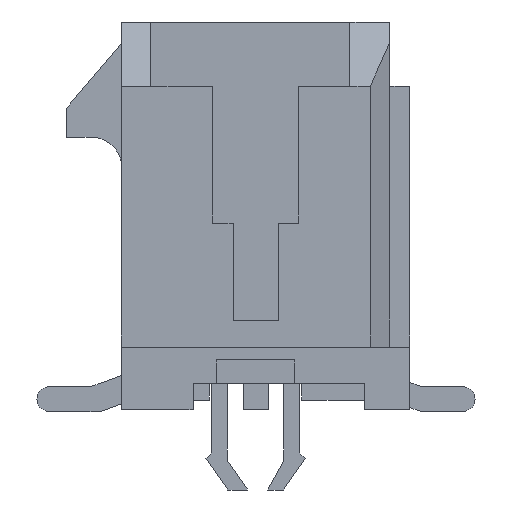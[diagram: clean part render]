
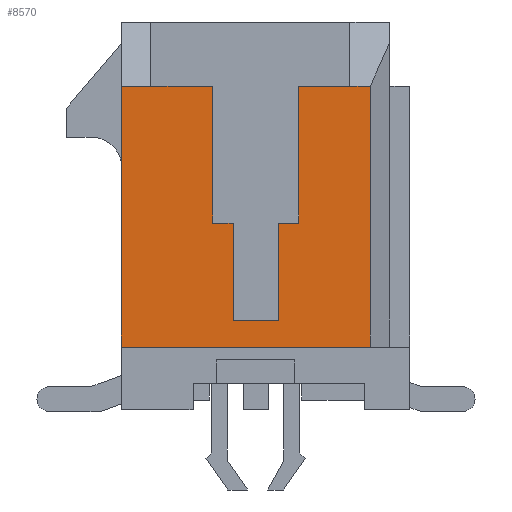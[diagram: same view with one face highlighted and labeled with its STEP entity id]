
A CAD part, left-side view. The second image highlights one B-rep face of the part: STEP entity #8570.
In plain terms, the highlighted planar face has unit normal (-1, 0, 0).
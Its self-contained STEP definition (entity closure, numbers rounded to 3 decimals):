
#1=DIRECTION('',(0.,0.,-1.));
#2=VECTOR('',#1,3.5);
#3=CARTESIAN_POINT('',(-13.825,-1.1,3.315));
#4=LINE('',#3,#2);
#5=DIRECTION('',(0.,1.,0.));
#6=VECTOR('',#5,1.31);
#7=CARTESIAN_POINT('',(-13.825,-2.41,3.315));
#8=LINE('',#7,#6);
#9=DIRECTION('',(0.,-1.,0.));
#10=VECTOR('',#9,0.52);
#11=CARTESIAN_POINT('',(-13.825,-2.41,3.315));
#12=LINE('',#11,#10);
#13=DIRECTION('',(0.,0.,-1.));
#14=VECTOR('',#13,6.67);
#15=CARTESIAN_POINT('',(-13.825,-2.93,3.315));
#16=LINE('',#15,#14);
#17=DIRECTION('',(0.,1.,0.));
#18=VECTOR('',#17,6.36);
#19=CARTESIAN_POINT('',(-13.825,-2.93,-3.355));
#20=LINE('',#19,#18);
#21=DIRECTION('',(0.,0.,1.));
#22=VECTOR('',#21,6.67);
#23=CARTESIAN_POINT('',(-13.825,3.43,-3.355));
#24=LINE('',#23,#22);
#25=DIRECTION('',(0.,-1.,0.));
#26=VECTOR('',#25,0.75);
#27=CARTESIAN_POINT('',(-13.825,3.43,3.315));
#28=LINE('',#27,#26);
#29=DIRECTION('',(0.,1.,0.));
#30=VECTOR('',#29,1.58);
#31=CARTESIAN_POINT('',(-13.825,1.1,3.315));
#32=LINE('',#31,#30);
#33=DIRECTION('',(0.,0.,-1.));
#34=VECTOR('',#33,3.5);
#35=CARTESIAN_POINT('',(-13.825,1.1,3.315));
#36=LINE('',#35,#34);
#37=DIRECTION('',(0.,1.,0.));
#38=VECTOR('',#37,0.525);
#39=CARTESIAN_POINT('',(-13.825,0.575,-0.185));
#40=LINE('',#39,#38);
#41=DIRECTION('',(0.,0.,1.));
#42=VECTOR('',#41,2.5);
#43=CARTESIAN_POINT('',(-13.825,0.575,-2.685));
#44=LINE('',#43,#42);
#45=DIRECTION('',(0.,1.,0.));
#46=VECTOR('',#45,1.15);
#47=CARTESIAN_POINT('',(-13.825,-0.575,-2.685));
#48=LINE('',#47,#46);
#49=DIRECTION('',(0.,0.,-1.));
#50=VECTOR('',#49,2.5);
#51=CARTESIAN_POINT('',(-13.825,-0.575,-0.185));
#52=LINE('',#51,#50);
#53=DIRECTION('',(0.,1.,0.));
#54=VECTOR('',#53,0.525);
#55=CARTESIAN_POINT('',(-13.825,-1.1,-0.185));
#56=LINE('',#55,#54);
#6500=CARTESIAN_POINT('',(-13.825,3.43,3.315));
#6502=VERTEX_POINT('',#6500);
#6551=CARTESIAN_POINT('',(-13.825,2.68,3.315));
#6552=VERTEX_POINT('',#6551);
#6553=CARTESIAN_POINT('',(-13.825,-2.41,3.315));
#6554=VERTEX_POINT('',#6553);
#6791=CARTESIAN_POINT('',(-13.825,-1.1,3.315));
#6792=CARTESIAN_POINT('',(-13.825,-1.1,-0.185));
#6793=VERTEX_POINT('',#6791);
#6794=VERTEX_POINT('',#6792);
#6795=CARTESIAN_POINT('',(-13.825,-0.575,-0.185));
#6796=VERTEX_POINT('',#6795);
#6797=CARTESIAN_POINT('',(-13.825,-0.575,-2.685));
#6798=VERTEX_POINT('',#6797);
#6799=CARTESIAN_POINT('',(-13.825,0.575,-2.685));
#6800=VERTEX_POINT('',#6799);
#6801=CARTESIAN_POINT('',(-13.825,0.575,-0.185));
#6802=VERTEX_POINT('',#6801);
#6803=CARTESIAN_POINT('',(-13.825,1.1,-0.185));
#6804=VERTEX_POINT('',#6803);
#6805=CARTESIAN_POINT('',(-13.825,1.1,3.315));
#6806=VERTEX_POINT('',#6805);
#7445=CARTESIAN_POINT('',(-13.825,3.43,-3.355));
#7446=VERTEX_POINT('',#7445);
#7455=CARTESIAN_POINT('',(-13.825,-2.93,3.315));
#7456=VERTEX_POINT('',#7455);
#7457=CARTESIAN_POINT('',(-13.825,-2.93,-3.355));
#7458=VERTEX_POINT('',#7457);
#8535=CARTESIAN_POINT('',(-13.825,0.,0.));
#8536=DIRECTION('',(1.,0.,0.));
#8537=DIRECTION('',(0.,0.,-1.));
#8538=AXIS2_PLACEMENT_3D('',#8535,#8536,#8537);
#8539=PLANE('',#8538);
#8541=ORIENTED_EDGE('',*,*,#8540,.F.);
#8543=ORIENTED_EDGE('',*,*,#8542,.F.);
#8545=ORIENTED_EDGE('',*,*,#8544,.T.);
#8547=ORIENTED_EDGE('',*,*,#8546,.T.);
#8549=ORIENTED_EDGE('',*,*,#8548,.T.);
#8551=ORIENTED_EDGE('',*,*,#8550,.T.);
#8553=ORIENTED_EDGE('',*,*,#8552,.T.);
#8555=ORIENTED_EDGE('',*,*,#8554,.F.);
#8557=ORIENTED_EDGE('',*,*,#8556,.T.);
#8559=ORIENTED_EDGE('',*,*,#8558,.F.);
#8561=ORIENTED_EDGE('',*,*,#8560,.F.);
#8563=ORIENTED_EDGE('',*,*,#8562,.F.);
#8565=ORIENTED_EDGE('',*,*,#8564,.F.);
#8567=ORIENTED_EDGE('',*,*,#8566,.F.);
#8568=EDGE_LOOP('',(#8541,#8543,#8545,#8547,#8549,#8551,#8553,#8555,#8557,#8559,
#8561,#8563,#8565,#8567));
#8569=FACE_OUTER_BOUND('',#8568,.F.);
#8570=ADVANCED_FACE('',(#8569),#8539,.F.);
#8540=EDGE_CURVE('',#6793,#6794,#4,.T.);
#8542=EDGE_CURVE('',#6554,#6793,#8,.T.);
#8544=EDGE_CURVE('',#6554,#7456,#12,.T.);
#8546=EDGE_CURVE('',#7456,#7458,#16,.T.);
#8548=EDGE_CURVE('',#7458,#7446,#20,.T.);
#8550=EDGE_CURVE('',#7446,#6502,#24,.T.);
#8552=EDGE_CURVE('',#6502,#6552,#28,.T.);
#8554=EDGE_CURVE('',#6806,#6552,#32,.T.);
#8556=EDGE_CURVE('',#6806,#6804,#36,.T.);
#8558=EDGE_CURVE('',#6802,#6804,#40,.T.);
#8560=EDGE_CURVE('',#6800,#6802,#44,.T.);
#8562=EDGE_CURVE('',#6798,#6800,#48,.T.);
#8564=EDGE_CURVE('',#6796,#6798,#52,.T.);
#8566=EDGE_CURVE('',#6794,#6796,#56,.T.);
